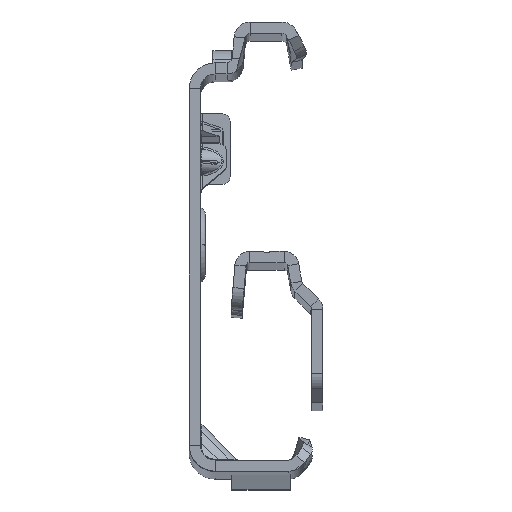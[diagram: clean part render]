
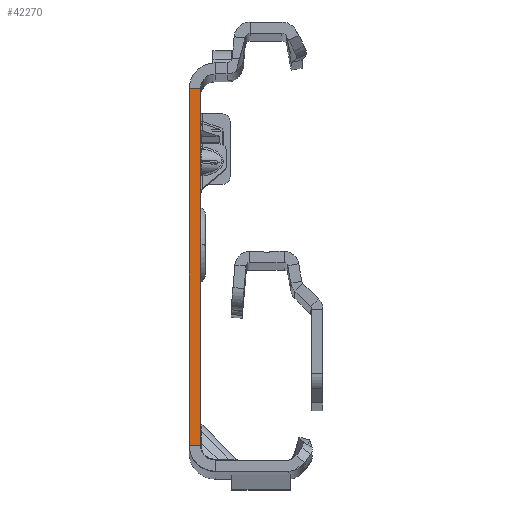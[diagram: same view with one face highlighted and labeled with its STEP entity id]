
A CAD part, top view. The second image highlights one B-rep face of the part: STEP entity #42270.
In plain terms, the highlighted planar face has unit normal (0, 0, 1).
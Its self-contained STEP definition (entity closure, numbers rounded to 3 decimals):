
#750 = CARTESIAN_POINT ( 'NONE',  ( 0., 22.135, 0. ) ) ;
#754 = VERTEX_POINT ( 'NONE', #35038 ) ;
#1835 = CARTESIAN_POINT ( 'NONE',  ( 0., -25.865, 0. ) ) ;
#2377 = DIRECTION ( 'NONE',  ( 0., -1., 0. ) ) ;
#5849 = VERTEX_POINT ( 'NONE', #1835 ) ;
#6890 = AXIS2_PLACEMENT_3D ( 'NONE', #41293, #15677, #12379 ) ;
#7691 = VECTOR ( 'NONE', #25133, 1000. ) ;
#9088 = VERTEX_POINT ( 'NONE', #32920 ) ;
#9147 = EDGE_CURVE ( 'NONE', #9088, #754, #18590, .T. ) ;
#10407 = ORIENTED_EDGE ( 'NONE', *, *, #30063, .T. ) ;
#10774 = LINE ( 'NONE', #44014, #16722 ) ;
#12379 = DIRECTION ( 'NONE',  ( 1., 0., 0. ) ) ;
#12802 = VERTEX_POINT ( 'NONE', #31922 ) ;
#13988 = LINE ( 'NONE', #53104, #41946 ) ;
#15677 = DIRECTION ( 'NONE',  ( 0., 0., 1. ) ) ;
#16722 = VECTOR ( 'NONE', #2377, 1000. ) ;
#18590 = LINE ( 'NONE', #22897, #44660 ) ;
#20443 = DIRECTION ( 'NONE',  ( -1., 0., 0. ) ) ;
#22897 = CARTESIAN_POINT ( 'NONE',  ( -1.5, -27.865, 0. ) ) ;
#24305 = FACE_OUTER_BOUND ( 'NONE', #31115, .T. ) ;
#24567 = PLANE ( 'NONE',  #6890 ) ;
#25133 = DIRECTION ( 'NONE',  ( -1., 0., 0. ) ) ;
#26962 = DIRECTION ( 'NONE',  ( 0., -1., 0. ) ) ;
#27560 = EDGE_CURVE ( 'NONE', #5849, #754, #13988, .T. ) ;
#30063 = EDGE_CURVE ( 'NONE', #12802, #9088, #37792, .T. ) ;
#31115 = EDGE_LOOP ( 'NONE', ( #51166, #10407, #45828, #45027 ) ) ;
#31922 = CARTESIAN_POINT ( 'NONE',  ( 0., 22.135, 0. ) ) ;
#32920 = CARTESIAN_POINT ( 'NONE',  ( -1.5, 22.135, 0. ) ) ;
#35038 = CARTESIAN_POINT ( 'NONE',  ( -1.5, -25.865, 0. ) ) ;
#37792 = LINE ( 'NONE', #750, #7691 ) ;
#41293 = CARTESIAN_POINT ( 'NONE',  ( -1.5, -27.865, 0. ) ) ;
#41946 = VECTOR ( 'NONE', #20443, 1000. ) ;
#42270 = ADVANCED_FACE ( 'NONE', ( #24305 ), #24567, .T. ) ;
#44014 = CARTESIAN_POINT ( 'NONE',  ( 0., -27.865, 0. ) ) ;
#44660 = VECTOR ( 'NONE', #26962, 1000. ) ;
#45027 = ORIENTED_EDGE ( 'NONE', *, *, #27560, .F. ) ;
#45828 = ORIENTED_EDGE ( 'NONE', *, *, #9147, .T. ) ;
#51166 = ORIENTED_EDGE ( 'NONE', *, *, #52776, .F. ) ;
#52776 = EDGE_CURVE ( 'NONE', #12802, #5849, #10774, .T. ) ;
#53104 = CARTESIAN_POINT ( 'NONE',  ( 0., -25.865, 0. ) ) ;
